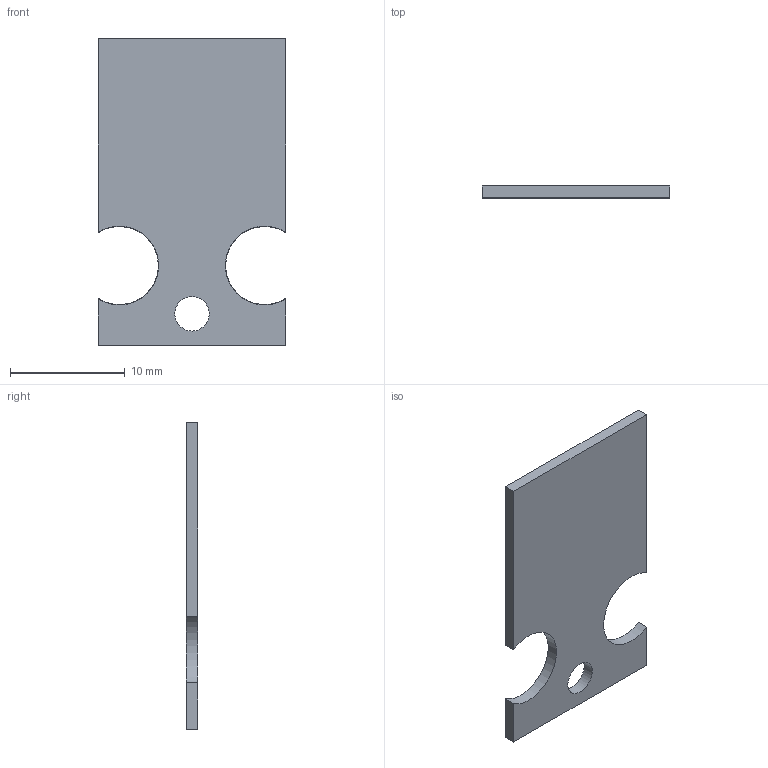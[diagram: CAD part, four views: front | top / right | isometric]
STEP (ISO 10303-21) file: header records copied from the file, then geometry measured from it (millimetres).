
FILE_DESCRIPTION(/* description */ (''),/* implementation_level */ '2;1');
FILE_NAME(/* name */ 'PCB DB9 housing v2.step',/* time_stamp */ '2020-01-07T20:17:55+02:00',/* author */ (''),/* organization */ (''),/* preprocessor_version */ 'ST-DEVELOPER v18',/* originating_system */ 'Autodesk Translation Framework v8.12.0.6',/* authorisation */ '');
FILE_SCHEMA (('AUTOMOTIVE_DESIGN { 1 0 10303 214 3 1 1 }'));
Length unit declared in the file: millimetre
Products named in the file (1): PCB DB9 housing
Bounding box: 16.35 x 1 x 26.7 mm (x, y, z)
Volume: 369 mm3; surface area: 851.2 mm2
Topology: 1 solids, 1 shells, 11 faces, 27 edges, 18 vertices
Faces by surface type: plane 8, cone 2, cylinder 1
Full cylindrical faces by diameter (mm): 3 x1
Entity records: 367 total; most frequent: CARTESIAN_POINT 65, ORIENTED_EDGE 54, DIRECTION 53, EDGE_CURVE 27, VERTEX_POINT 18, AXIS2_PLACEMENT_3D 18, LINE 17, VECTOR 17
